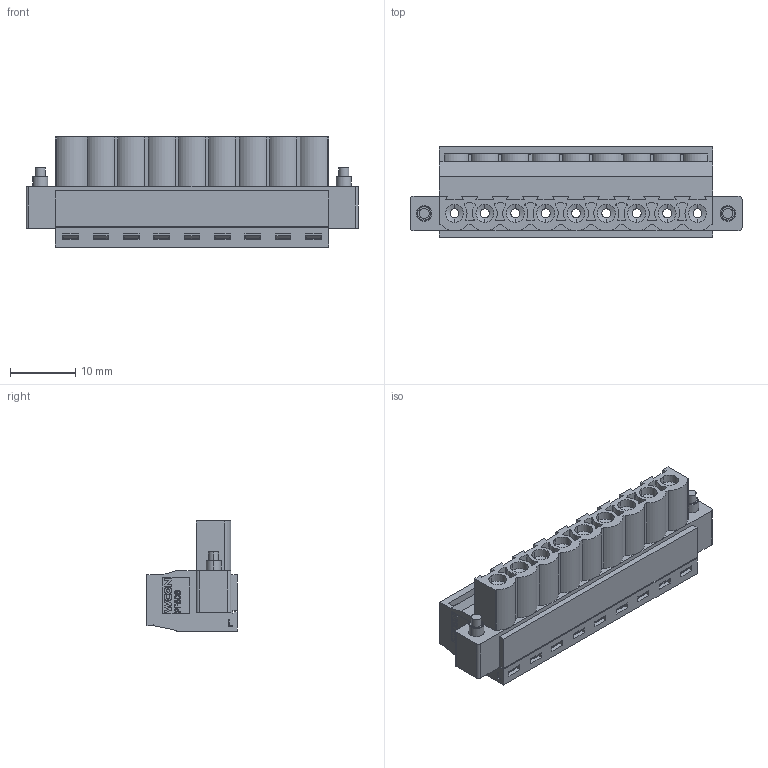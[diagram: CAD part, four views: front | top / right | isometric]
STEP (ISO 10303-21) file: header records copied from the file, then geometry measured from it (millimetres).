
FILE_DESCRIPTION( ('This file contains a STEP AP42 implementation' ,'as created by ZW3D STEP Interface translator.') ,'2;1' );
FILE_NAME( 'PF508-C09ASMW1.stp' ,'231128.145654', (''), ('ZWCAD Software Co.'), 'Version 1.0', 'ZW3D to STEP translator', '' );
FILE_SCHEMA(('AUTOMOTIVE_DESIGN { 1 0 10303 214 1 1 1 1 }'));
Length unit declared in the file: millimetre
Products named in the file (2): 0; PF508-C09ASMW1
Bounding box: 51.01 x 13.87 x 16.9 mm (x, y, z)
Volume: 4390.6 mm3; surface area: 10589.4 mm2
Topology: 21 solids, 41 shells, 1580 faces, 4103 edges, 2627 vertices
Faces by surface type: plane 1056, cylinder 350, cone 115, torus 36, bspline 23
Full cylindrical faces by diameter (mm): 0.516 x1, 1.102 x1
Entity records: 50524 total; most frequent: CARTESIAN_POINT 9658, ORIENTED_EDGE 8126, DIRECTION 8006, EDGE_CURVE 4103, VECTOR 3136, LINE 3136, VERTEX_POINT 2627, AXIS2_PLACEMENT_3D 2435
